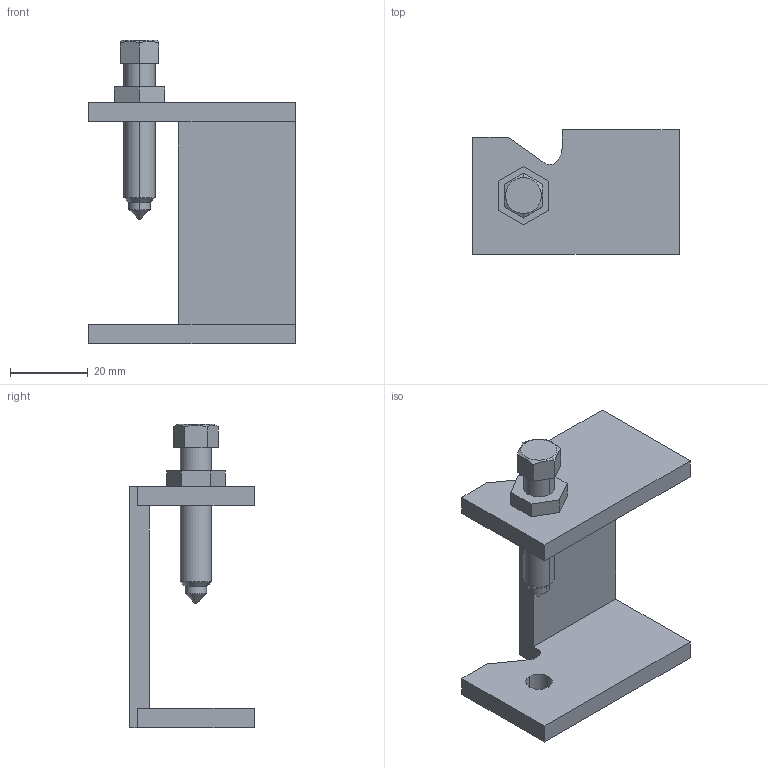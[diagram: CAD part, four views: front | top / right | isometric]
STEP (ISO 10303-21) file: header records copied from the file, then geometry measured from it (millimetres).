
FILE_DESCRIPTION((''),'2;1');
FILE_NAME('6221071_ORG_ASM','2013-09-17T',('AndreasKeweloh'),(''),'PRO/ENGINEER BY PARAMETRIC TECHNOLOGY CORPORATION, 2012360','PRO/ENGINEER BY PARAMETRIC TECHNOLOGY CORPORATION, 2012360','');
FILE_SCHEMA(('CONFIG_CONTROL_DESIGN'));
Length unit declared in the file: millimetre
Products named in the file (5): KLEMMSTUECK; SECHSKANTMUTTER_ISO_4035_-_M_8_; SCHR_M8X40_SPITZE_KLEINER_6KT_; KLEMMST-52_ASM; 6221071_ORG_ASM
Assembly tree (4 placements, depth 3):
  6221071_ORG_ASM
    KLEMMST-52_ASM
      KLEMMSTUECK
      SECHSKANTMUTTER_ISO_4035_-_M_8_
      SCHR_M8X40_SPITZE_KLEINER_6KT_
Bounding box: 53 x 32 x 78 mm (x, y, z)
Volume: 26144.8 mm3; surface area: 13322.3 mm2
Topology: 3 solids, 3 shells, 55 faces, 134 edges, 88 vertices
Faces by surface type: plane 35, cylinder 12, cone 6, bspline 2
Entity records: 2336 total; most frequent: CARTESIAN_POINT 900, DIRECTION 278, ORIENTED_EDGE 268, EDGE_CURVE 134, AXIS2_PLACEMENT_3D 93, VECTOR 92, LINE 92, VERTEX_POINT 88
